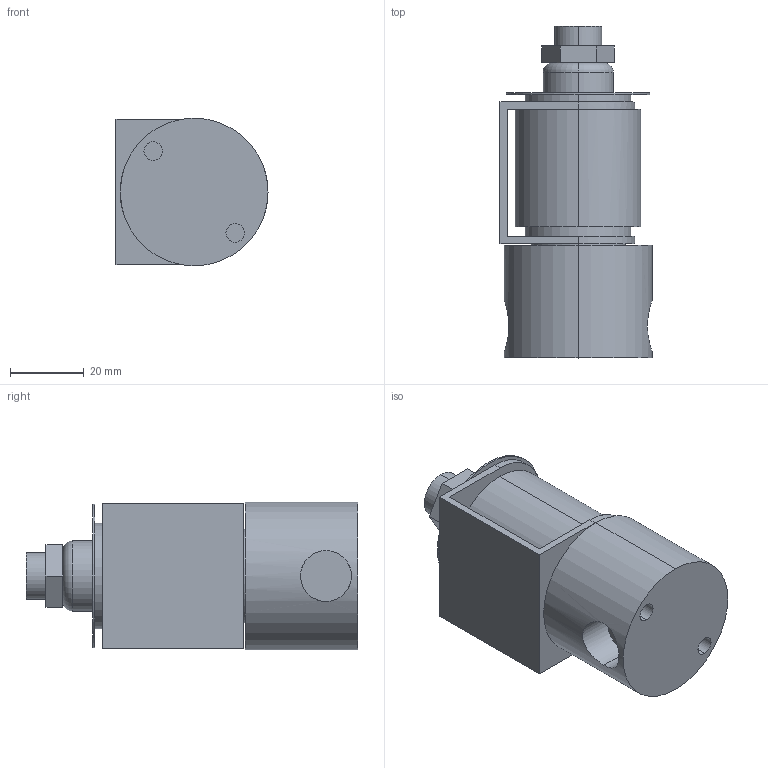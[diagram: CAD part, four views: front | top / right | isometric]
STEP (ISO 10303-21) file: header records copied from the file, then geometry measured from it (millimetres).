
FILE_DESCRIPTION (( 'STEP AP214' ), '1' );
FILE_NAME ('YS302P-5B.STEP', '2025-09-03T07:02:23', ( '' ), ( '' ), 'SwSTEP 2.0', 'SolidWorks 2024', '' );
FILE_SCHEMA (( 'AUTOMOTIVE_DESIGN' ));
Length unit declared in the file: millimetre
Products named in the file (3): AS302P_AS302P; ZS302-2_5B; YS302P-5B
Assembly tree (2 placements, depth 2):
  YS302P-5B
    ZS302-2_5B
    AS302P_AS302P
Bounding box: 41.16 x 89.85 x 40 mm (x, y, z)
Volume: 80027.1 mm3; surface area: 21879.3 mm2
Topology: 2 solids, 2 shells, 63 faces, 140 edges, 92 vertices
Faces by surface type: plane 31, cylinder 30, torus 2
Entity records: 2026 total; most frequent: CARTESIAN_POINT 476, DIRECTION 336, ORIENTED_EDGE 280, EDGE_CURVE 140, AXIS2_PLACEMENT_3D 132, VERTEX_POINT 92, EDGE_LOOP 76, VECTOR 72
